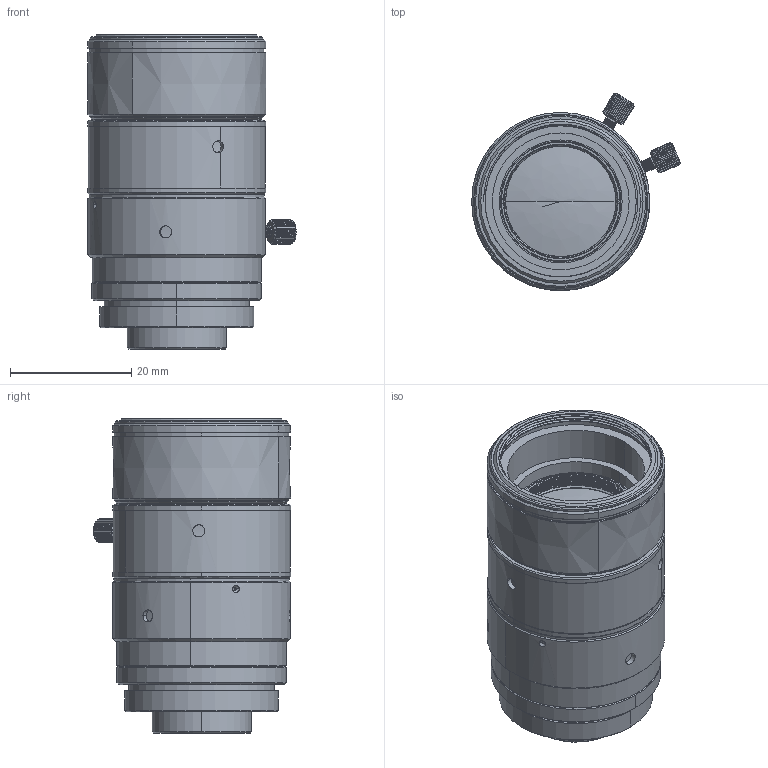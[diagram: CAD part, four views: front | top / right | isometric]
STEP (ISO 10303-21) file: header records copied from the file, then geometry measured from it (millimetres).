
FILE_DESCRIPTION (( 'STEP AP203' ), '1' );
FILE_NAME ('600062.STEP', '2022-02-18T07:00:12', ( '' ), ( '' ), 'SwSTEP 2.0', 'SolidWorks 2020', '' );
FILE_SCHEMA (( 'CONFIG_CONTROL_DESIGN' ));
Length unit declared in the file: millimetre
Products named in the file (1): 600062
Bounding box: 34.46 x 32.64 x 51.9 mm (x, y, z)
Volume: 26970.2 mm3; surface area: 9062.2 mm2
Topology: 7 solids, 9 shells, 842 faces, 2180 edges, 1390 vertices
Faces by surface type: cylinder 372, plane 255, cone 173, bspline 26, torus 12, sphere 4
Entity records: 39560 total; most frequent: CARTESIAN_POINT 20135, ORIENTED_EDGE 4356, DIRECTION 3590, EDGE_CURVE 2178, AXIS2_PLACEMENT_3D 1407, VERTEX_POINT 1390, EDGE_LOOP 894, FACE_OUTER_BOUND 842
